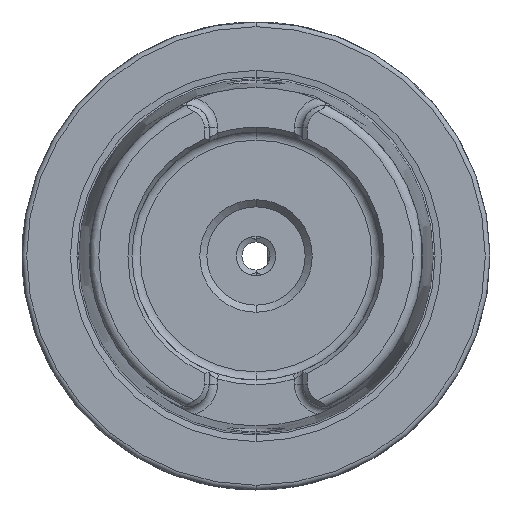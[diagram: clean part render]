
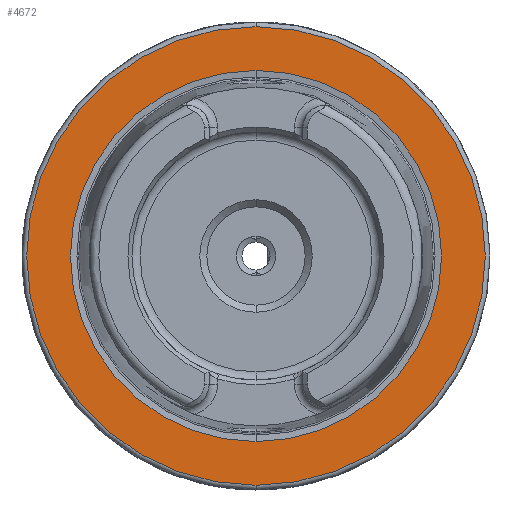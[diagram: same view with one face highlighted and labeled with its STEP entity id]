
A CAD part, left-side view. The second image highlights one B-rep face of the part: STEP entity #4672.
In plain terms, the highlighted planar face has unit normal (-1, 0, 0).
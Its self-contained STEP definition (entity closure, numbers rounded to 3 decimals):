
#1174 = AXIS2_PLACEMENT_3D ( 'NONE', #7588, #7573, #7559 ) ;
#1175 = AXIS2_PLACEMENT_3D ( 'NONE', #7693, #7679, #7672 ) ;
#1435 = CARTESIAN_POINT ( 'NONE',  ( 0., 0., -39.647 ) ) ;
#1948 = CARTESIAN_POINT ( 'NONE',  ( 0., 0., -49. ) ) ;
#2609 = AXIS2_PLACEMENT_3D ( 'NONE', #8729, #8690, #8614 ) ;
#2627 = AXIS2_PLACEMENT_3D ( 'NONE', #10689, #10651, #10577 ) ;
#3711 = VERTEX_POINT ( 'NONE', #1435 ) ;
#4463 = ORIENTED_EDGE ( 'NONE', *, *, #8773, .T. ) ;
#4507 = ORIENTED_EDGE ( 'NONE', *, *, #10880, .T. ) ;
#4508 = ORIENTED_EDGE ( 'NONE', *, *, #8724, .F. ) ;
#4590 = ORIENTED_EDGE ( 'NONE', *, *, #10881, .F. ) ;
#4672 = ADVANCED_FACE ( 'NONE', ( #8314, #8463 ), #9178, .T. ) ;
#4704 = CARTESIAN_POINT ( 'NONE',  ( 0., 0., 39.647 ) ) ;
#4986 = AXIS2_PLACEMENT_3D ( 'NONE', #9139, #8952, #8848 ) ;
#5461 = VERTEX_POINT ( 'NONE', #10472 ) ;
#5600 = EDGE_LOOP ( 'NONE', ( #4463, #4507 ) ) ;
#5774 = EDGE_LOOP ( 'NONE', ( #4508, #4590 ) ) ;
#6122 = CIRCLE ( 'NONE', #2609, 39.647 ) ;
#6257 = CIRCLE ( 'NONE', #2627, 49. ) ;
#7528 = CIRCLE ( 'NONE', #1174, 49. ) ;
#7559 = DIRECTION ( 'NONE',  ( 0., 0., -1. ) ) ;
#7573 = DIRECTION ( 'NONE',  ( 1., 0., 0. ) ) ;
#7588 = CARTESIAN_POINT ( 'NONE',  ( 0., 0., 0. ) ) ;
#7660 = CIRCLE ( 'NONE', #1175, 39.647 ) ;
#7672 = DIRECTION ( 'NONE',  ( 0., 0., -1. ) ) ;
#7679 = DIRECTION ( 'NONE',  ( 1., 0., 0. ) ) ;
#7693 = CARTESIAN_POINT ( 'NONE',  ( 0., 0., 0. ) ) ;
#8314 = FACE_BOUND ( 'NONE', #5600, .T. ) ;
#8463 = FACE_OUTER_BOUND ( 'NONE', #5774, .T. ) ;
#8614 = DIRECTION ( 'NONE',  ( 0., 0., -1. ) ) ;
#8690 = DIRECTION ( 'NONE',  ( 1., 0., 0. ) ) ;
#8724 = EDGE_CURVE ( 'NONE', #9372, #5461, #6257, .T. ) ;
#8729 = CARTESIAN_POINT ( 'NONE',  ( 0., 0., 0. ) ) ;
#8773 = EDGE_CURVE ( 'NONE', #10395, #3711, #6122, .T. ) ;
#8848 = DIRECTION ( 'NONE',  ( 0., 0., 1. ) ) ;
#8952 = DIRECTION ( 'NONE',  ( -1., 0., 0. ) ) ;
#9139 = CARTESIAN_POINT ( 'NONE',  ( 0., 39.647, 0. ) ) ;
#9178 = PLANE ( 'NONE',  #4986 ) ;
#9372 = VERTEX_POINT ( 'NONE', #1948 ) ;
#10395 = VERTEX_POINT ( 'NONE', #4704 ) ;
#10472 = CARTESIAN_POINT ( 'NONE',  ( 0., 0., 49. ) ) ;
#10577 = DIRECTION ( 'NONE',  ( 0., 0., -1. ) ) ;
#10651 = DIRECTION ( 'NONE',  ( 1., 0., 0. ) ) ;
#10689 = CARTESIAN_POINT ( 'NONE',  ( 0., 0., 0. ) ) ;
#10880 = EDGE_CURVE ( 'NONE', #3711, #10395, #7660, .T. ) ;
#10881 = EDGE_CURVE ( 'NONE', #5461, #9372, #7528, .T. ) ;
